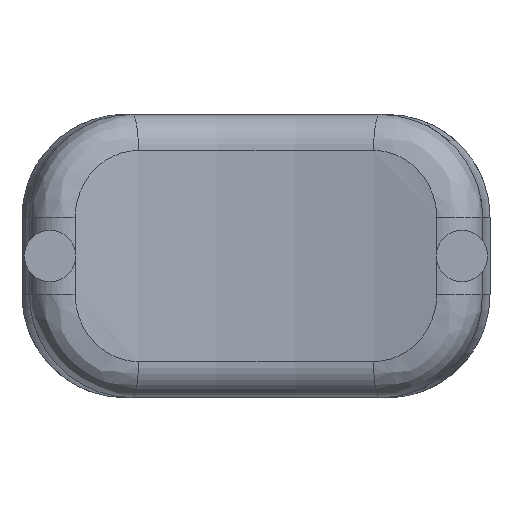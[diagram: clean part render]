
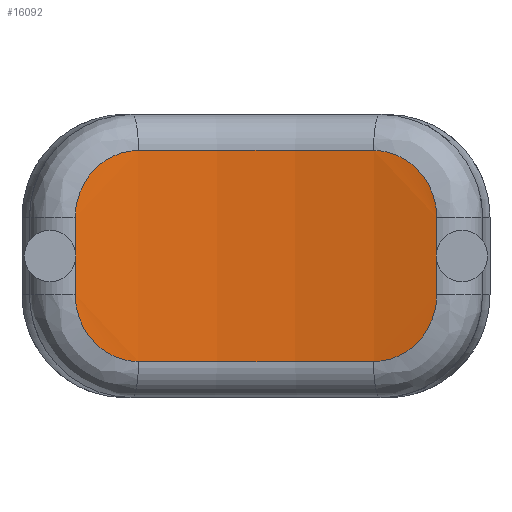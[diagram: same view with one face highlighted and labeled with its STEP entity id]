
A CAD part, front view. The second image highlights one B-rep face of the part: STEP entity #16092.
In plain terms, the highlighted cylindrical face has radius 6.5 mm (diameter 13 mm), a partial arc.
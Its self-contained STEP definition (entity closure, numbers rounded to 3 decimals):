
#242 = CARTESIAN_POINT ( 'NONE',  ( -1.756, -1.742, -0.375 ) ) ;
#414 = ORIENTED_EDGE ( 'NONE', *, *, #6610, .T. ) ;
#731 = DIRECTION ( 'NONE',  ( 0., 0., -1. ) ) ;
#750 = B_SPLINE_CURVE_WITH_KNOTS ( 'NONE', 3,
 ( #12795, #6379, #11889, #4223, #3114, #8211 ),
 .UNSPECIFIED., .F., .F.,
 ( 4, 2, 4 ),
 ( 0., 0.001, 0.001 ),
 .UNSPECIFIED. ) ;
#1375 = B_SPLINE_CURVE_WITH_KNOTS ( 'NONE', 3,
 ( #13960, #11290, #10034, #10206, #11456, #15137 ),
 .UNSPECIFIED., .F., .F.,
 ( 4, 2, 4 ),
 ( 0., 0.001, 0.001 ),
 .UNSPECIFIED. ) ;
#1553 = VERTEX_POINT ( 'NONE', #9324 ) ;
#1673 = AXIS2_PLACEMENT_3D ( 'NONE', #4144, #1847, #5648 ) ;
#1819 = CARTESIAN_POINT ( 'NONE',  ( -1.756, -1.742, 0.375 ) ) ;
#1840 = EDGE_CURVE ( 'NONE', #9117, #8782, #3373, .T. ) ;
#1847 = DIRECTION ( 'NONE',  ( 0., 0., 1. ) ) ;
#1916 = CARTESIAN_POINT ( 'NONE',  ( 1.756, -1.742, 1.375 ) ) ;
#2102 = EDGE_CURVE ( 'NONE', #1553, #13699, #6949, .T. ) ;
#2107 = DIRECTION ( 'NONE',  ( 0., 0., -1. ) ) ;
#2406 = CARTESIAN_POINT ( 'NONE',  ( -1.691, -1.723, -0.709 ) ) ;
#2667 = CARTESIAN_POINT ( 'NONE',  ( 1.142, -1.601, -1.025 ) ) ;
#2825 = B_SPLINE_CURVE_WITH_KNOTS ( 'NONE', 3,
 ( #10009, #11264, #2406, #12769, #11515, #13933 ),
 .UNSPECIFIED., .F., .F.,
 ( 4, 2, 4 ),
 ( 0., 0.001, 0.001 ),
 .UNSPECIFIED. ) ;
#3017 = AXIS2_PLACEMENT_3D ( 'NONE', #16165, #12206, #9697 ) ;
#3114 = CARTESIAN_POINT ( 'NONE',  ( -1.756, -1.742, 0.544 ) ) ;
#3164 = CARTESIAN_POINT ( 'NONE',  ( 1.142, -1.601, 1.025 ) ) ;
#3373 = LINE ( 'NONE', #8478, #11663 ) ;
#3617 = CARTESIAN_POINT ( 'NONE',  ( 1.756, -1.742, 0.375 ) ) ;
#3905 = AXIS2_PLACEMENT_3D ( 'NONE', #12516, #731, #8696 ) ;
#4144 = CARTESIAN_POINT ( 'NONE',  ( 0., -8., 1.025 ) ) ;
#4223 = CARTESIAN_POINT ( 'NONE',  ( -1.691, -1.723, 0.709 ) ) ;
#4545 = EDGE_CURVE ( 'NONE', #10857, #6638, #16096, .T. ) ;
#4769 = ORIENTED_EDGE ( 'NONE', *, *, #1840, .T. ) ;
#5648 = DIRECTION ( 'NONE',  ( 1., 0., 0. ) ) ;
#5879 = CARTESIAN_POINT ( 'NONE',  ( 1.756, -1.742, 0.375 ) ) ;
#5974 = CARTESIAN_POINT ( 'NONE',  ( -1.142, -1.601, 1.025 ) ) ;
#6379 = CARTESIAN_POINT ( 'NONE',  ( -1.308, -1.631, 1.025 ) ) ;
#6610 = EDGE_CURVE ( 'NONE', #8782, #10857, #2825, .T. ) ;
#6638 = VERTEX_POINT ( 'NONE', #2667 ) ;
#6767 = CARTESIAN_POINT ( 'NONE',  ( -1.142, -1.601, -1.025 ) ) ;
#6772 = CIRCLE ( 'NONE', #1673, 6.5 ) ;
#6949 = LINE ( 'NONE', #1916, #13474 ) ;
#7162 = ORIENTED_EDGE ( 'NONE', *, *, #15143, .T. ) ;
#7572 = ORIENTED_EDGE ( 'NONE', *, *, #14467, .T. ) ;
#8211 = CARTESIAN_POINT ( 'NONE',  ( -1.756, -1.742, 0.375 ) ) ;
#8375 = DIRECTION ( 'NONE',  ( 0., 0., 1. ) ) ;
#8478 = CARTESIAN_POINT ( 'NONE',  ( -1.756, -1.742, 1.375 ) ) ;
#8585 = B_SPLINE_CURVE_WITH_KNOTS ( 'NONE', 3,
 ( #5879, #15929, #14798, #15843, #9557, #10966 ),
 .UNSPECIFIED., .F., .F.,
 ( 4, 2, 4 ),
 ( 0., 0.001, 0.001 ),
 .UNSPECIFIED. ) ;
#8696 = DIRECTION ( 'NONE',  ( -1., 0., 0. ) ) ;
#8782 = VERTEX_POINT ( 'NONE', #242 ) ;
#9117 = VERTEX_POINT ( 'NONE', #1819 ) ;
#9324 = CARTESIAN_POINT ( 'NONE',  ( 1.756, -1.742, -0.375 ) ) ;
#9557 = CARTESIAN_POINT ( 'NONE',  ( 1.308, -1.631, 1.025 ) ) ;
#9673 = ORIENTED_EDGE ( 'NONE', *, *, #14367, .T. ) ;
#9677 = ORIENTED_EDGE ( 'NONE', *, *, #4545, .T. ) ;
#9697 = DIRECTION ( 'NONE',  ( 1., 0., 0. ) ) ;
#9927 = ORIENTED_EDGE ( 'NONE', *, *, #2102, .T. ) ;
#10009 = CARTESIAN_POINT ( 'NONE',  ( -1.756, -1.742, -0.375 ) ) ;
#10022 = VERTEX_POINT ( 'NONE', #3164 ) ;
#10034 = CARTESIAN_POINT ( 'NONE',  ( 1.468, -1.667, -0.95 ) ) ;
#10206 = CARTESIAN_POINT ( 'NONE',  ( 1.691, -1.723, -0.709 ) ) ;
#10857 = VERTEX_POINT ( 'NONE', #6767 ) ;
#10966 = CARTESIAN_POINT ( 'NONE',  ( 1.142, -1.601, 1.025 ) ) ;
#11194 = FACE_OUTER_BOUND ( 'NONE', #13942, .T. ) ;
#11264 = CARTESIAN_POINT ( 'NONE',  ( -1.756, -1.742, -0.544 ) ) ;
#11290 = CARTESIAN_POINT ( 'NONE',  ( 1.308, -1.631, -1.025 ) ) ;
#11456 = CARTESIAN_POINT ( 'NONE',  ( 1.756, -1.742, -0.544 ) ) ;
#11515 = CARTESIAN_POINT ( 'NONE',  ( -1.308, -1.631, -1.025 ) ) ;
#11663 = VECTOR ( 'NONE', #2107, 1000. ) ;
#11889 = CARTESIAN_POINT ( 'NONE',  ( -1.468, -1.667, 0.95 ) ) ;
#12206 = DIRECTION ( 'NONE',  ( 0., 0., -1. ) ) ;
#12516 = CARTESIAN_POINT ( 'NONE',  ( 0., -8., 1.375 ) ) ;
#12769 = CARTESIAN_POINT ( 'NONE',  ( -1.468, -1.667, -0.95 ) ) ;
#12795 = CARTESIAN_POINT ( 'NONE',  ( -1.142, -1.601, 1.025 ) ) ;
#13474 = VECTOR ( 'NONE', #8375, 1000. ) ;
#13659 = EDGE_CURVE ( 'NONE', #13699, #10022, #8585, .T. ) ;
#13699 = VERTEX_POINT ( 'NONE', #3617 ) ;
#13933 = CARTESIAN_POINT ( 'NONE',  ( -1.142, -1.601, -1.025 ) ) ;
#13942 = EDGE_LOOP ( 'NONE', ( #7162, #4769, #414, #9677, #7572, #9927, #16164, #9673 ) ) ;
#13960 = CARTESIAN_POINT ( 'NONE',  ( 1.142, -1.601, -1.025 ) ) ;
#14367 = EDGE_CURVE ( 'NONE', #10022, #16384, #6772, .T. ) ;
#14467 = EDGE_CURVE ( 'NONE', #6638, #1553, #1375, .T. ) ;
#14798 = CARTESIAN_POINT ( 'NONE',  ( 1.691, -1.723, 0.709 ) ) ;
#15137 = CARTESIAN_POINT ( 'NONE',  ( 1.756, -1.742, -0.375 ) ) ;
#15143 = EDGE_CURVE ( 'NONE', #16384, #9117, #750, .T. ) ;
#15843 = CARTESIAN_POINT ( 'NONE',  ( 1.468, -1.667, 0.95 ) ) ;
#15929 = CARTESIAN_POINT ( 'NONE',  ( 1.756, -1.742, 0.544 ) ) ;
#16092 = ADVANCED_FACE ( 'NONE', ( #11194 ), #16156, .F. ) ;
#16096 = CIRCLE ( 'NONE', #3017, 6.5 ) ;
#16156 = CYLINDRICAL_SURFACE ( 'NONE', #3905, 6.5 ) ;
#16164 = ORIENTED_EDGE ( 'NONE', *, *, #13659, .T. ) ;
#16165 = CARTESIAN_POINT ( 'NONE',  ( 0., -8., -1.025 ) ) ;
#16384 = VERTEX_POINT ( 'NONE', #5974 ) ;
